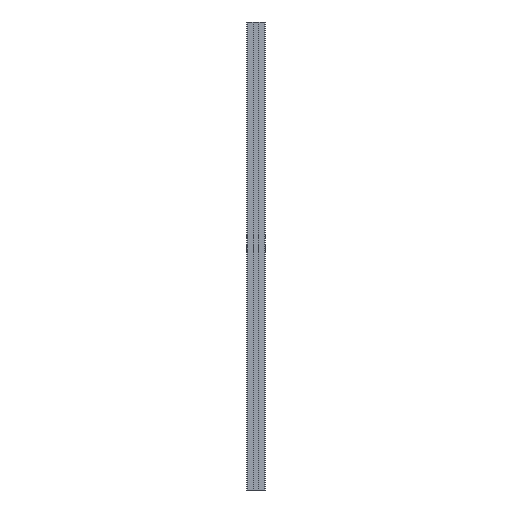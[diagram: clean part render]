
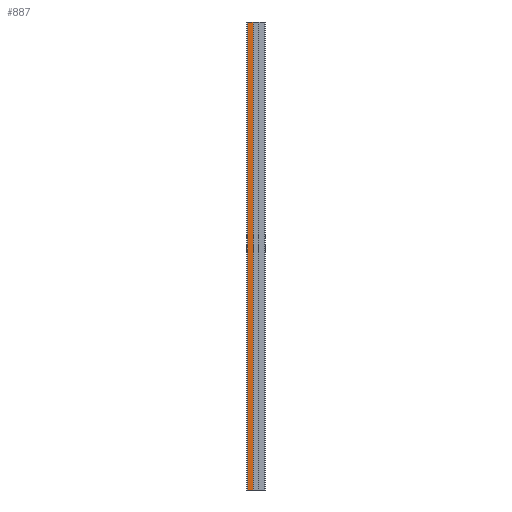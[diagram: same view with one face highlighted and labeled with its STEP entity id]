
A CAD part, left-side view. The second image highlights one B-rep face of the part: STEP entity #887.
In plain terms, the highlighted planar face has unit normal (-1, 0, 0).
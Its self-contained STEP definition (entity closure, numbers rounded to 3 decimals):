
#63 = VERTEX_POINT('',#64);
#64 = CARTESIAN_POINT('',(-10.,9.,0.));
#71 = EDGE_CURVE('',#72,#63,#74,.T.);
#72 = VERTEX_POINT('',#73);
#73 = CARTESIAN_POINT('',(-10.,3.125,0.));
#74 = LINE('',#75,#76);
#75 = CARTESIAN_POINT('',(-10.,-10.,0.));
#76 = VECTOR('',#77,1.);
#77 = DIRECTION('',(0.,1.,0.));
#460 = EDGE_CURVE('',#63,#461,#463,.T.);
#461 = VERTEX_POINT('',#462);
#462 = CARTESIAN_POINT('',(-10.,9.,-500.));
#463 = LINE('',#464,#465);
#464 = CARTESIAN_POINT('',(-10.,9.,0.));
#465 = VECTOR('',#466,1.);
#466 = DIRECTION('',(0.,0.,-1.));
#510 = EDGE_CURVE('',#511,#461,#513,.T.);
#511 = VERTEX_POINT('',#512);
#512 = CARTESIAN_POINT('',(-10.,3.125,-500.));
#513 = LINE('',#514,#515);
#514 = CARTESIAN_POINT('',(-10.,-10.,-500.));
#515 = VECTOR('',#516,1.);
#516 = DIRECTION('',(0.,1.,0.));
#887 = ADVANCED_FACE('',(#888),#899,.F.);
#888 = FACE_BOUND('',#889,.F.);
#889 = EDGE_LOOP('',(#890,#891,#897,#898));
#890 = ORIENTED_EDGE('',*,*,#71,.F.);
#891 = ORIENTED_EDGE('',*,*,#892,.T.);
#892 = EDGE_CURVE('',#72,#511,#893,.T.);
#893 = LINE('',#894,#895);
#894 = CARTESIAN_POINT('',(-10.,3.125,0.));
#895 = VECTOR('',#896,1.);
#896 = DIRECTION('',(0.,0.,-1.));
#897 = ORIENTED_EDGE('',*,*,#510,.T.);
#898 = ORIENTED_EDGE('',*,*,#460,.F.);
#899 = PLANE('',#900);
#900 = AXIS2_PLACEMENT_3D('',#901,#902,#903);
#901 = CARTESIAN_POINT('',(-10.,-10.,0.));
#902 = DIRECTION('',(1.,0.,0.));
#903 = DIRECTION('',(0.,1.,0.));
